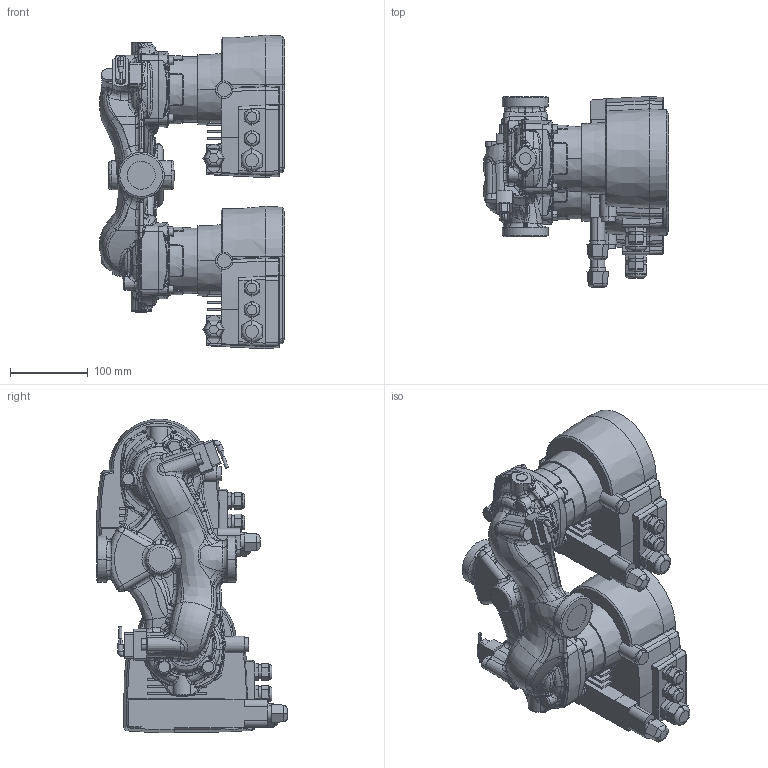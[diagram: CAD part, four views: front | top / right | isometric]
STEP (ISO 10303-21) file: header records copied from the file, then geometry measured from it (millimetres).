
FILE_DESCRIPTION (( 'STEP AP214' ), '1' );
FILE_NAME ('ModulA-D 32-x 180 961793_00.STEP', '2014-11-03T13:29:03', ( '' ), ( '' ), 'SwSTEP 2.0', 'SolidWorks 2011', '' );
FILE_SCHEMA (( 'AUTOMOTIVE_DESIGN' ));
Length unit declared in the file: millimetre
Products named in the file (1): ModulA-D 32-x 180 961793_00
Bounding box: 237.9 x 244.82 x 403.11 mm (x, y, z)
Volume: 7133127.8 mm3; surface area: 600011.1 mm2
Topology: 11 solids, 19 shells, 2271 faces, 5467 edges, 3234 vertices
Faces by surface type: bspline 1321, plane 463, cone 232, cylinder 194, torus 58, sphere 3
Entity records: 226335 total; most frequent: CARTESIAN_POINT 158961, ORIENTED_EDGE 10834, DIRECTION 5556, EDGE_CURVE 5417, VERTEX_POINT 3234, B_SPLINE_CURVE_WITH_KNOTS 2902, EDGE_LOOP 2325, UNCERTAINTY_MEASURE_WITH_UNIT 2284
